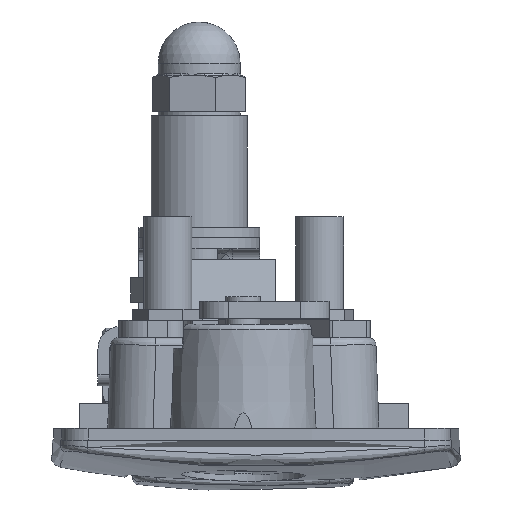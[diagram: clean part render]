
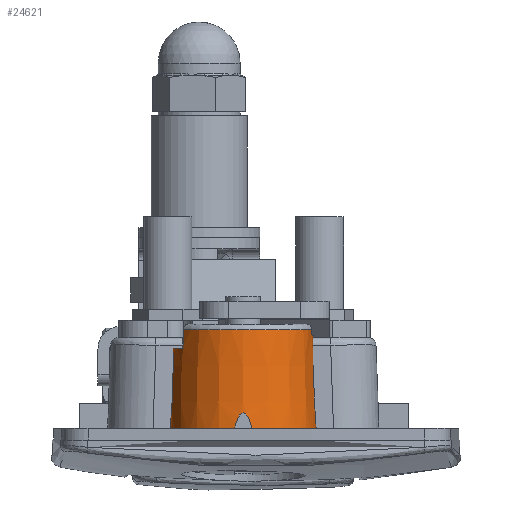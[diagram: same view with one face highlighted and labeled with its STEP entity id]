
A CAD part, front view. The second image highlights one B-rep face of the part: STEP entity #24621.
In plain terms, the highlighted conical face has half-angle 2 degrees and reference radius 9.144 mm.
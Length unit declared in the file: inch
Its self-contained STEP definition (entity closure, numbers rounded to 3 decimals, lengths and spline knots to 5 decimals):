
#51=CONICAL_SURFACE('',#25909,0.36,0.035);
#99=(
BOUNDED_CURVE()
B_SPLINE_CURVE(2,(#35843,#35844,#35845),.UNSPECIFIED.,.F.,.F.)
B_SPLINE_CURVE_WITH_KNOTS((3,3),(0.00043,0.73662),
 .UNSPECIFIED.)
CURVE()
GEOMETRIC_REPRESENTATION_ITEM()
RATIONAL_B_SPLINE_CURVE((1.,1.012,1.))
REPRESENTATION_ITEM('')
);
#1913=FACE_OUTER_BOUND('',#3279,.T.);
#3279=EDGE_LOOP('',(#18691,#18692,#18693,#18694,#18695,#18696,#18697,#18698,
#18699,#18700,#18701,#18702,#18703,#18704,#18705,#18706,#18707,#18708,#18709,
#18710));
#4363=B_SPLINE_CURVE_WITH_KNOTS('',3,(#39172,#39173,#39174,#39175,#39176,
#39177,#39178,#39179),.UNSPECIFIED.,.F.,.F.,(4,2,2,4),(0.,0.04759,
0.12923,0.12949),.UNSPECIFIED.);
#4365=B_SPLINE_CURVE_WITH_KNOTS('',3,(#39374,#39375,#39376,#39377,#39378,
#39379,#39380,#39381),.UNSPECIFIED.,.F.,.F.,(4,2,2,4),(-0.00071,
0.,0.22185,0.3512),.UNSPECIFIED.);
#4372=B_SPLINE_CURVE_WITH_KNOTS('',3,(#39708,#39709,#39710,#39711),
 .UNSPECIFIED.,.F.,.F.,(4,4),(0.42991,1.65771),
 .UNSPECIFIED.);
#4373=B_SPLINE_CURVE_WITH_KNOTS('',3,(#39716,#39717,#39718,#39719),
 .UNSPECIFIED.,.F.,.F.,(4,4),(0.17746,1.40526),
 .UNSPECIFIED.);
#5688=LINE('',#39591,#7878);
#5692=LINE('',#39620,#7882);
#5706=LINE('',#39683,#7896);
#5712=LINE('',#39702,#7902);
#5716=LINE('',#39712,#7906);
#5717=LINE('',#39715,#7907);
#7878=VECTOR('',#29365,0.3937);
#7882=VECTOR('',#29371,0.3937);
#7896=VECTOR('',#29427,0.3937);
#7902=VECTOR('',#29447,0.3937);
#7906=VECTOR('',#29455,0.3937);
#7907=VECTOR('',#29458,0.3937);
#8925=CIRCLE('',#25537,0.38062);
#8930=CIRCLE('',#25543,0.38062);
#8953=CIRCLE('',#25606,0.36244);
#8955=CIRCLE('',#25608,0.36244);
#8985=CIRCLE('',#25877,0.3621);
#8993=CIRCLE('',#25890,0.36101);
#8996=CIRCLE('',#25894,0.36101);
#8999=CIRCLE('',#25903,0.36437);
#9003=CIRCLE('',#25910,0.36101);
#10087=VERTEX_POINT('',#35828);
#10089=VERTEX_POINT('',#35842);
#10091=VERTEX_POINT('',#35861);
#10094=VERTEX_POINT('',#35869);
#10180=VERTEX_POINT('',#36254);
#10190=VERTEX_POINT('',#36279);
#10191=VERTEX_POINT('',#36286);
#10194=VERTEX_POINT('',#36292);
#10660=VERTEX_POINT('',#39171);
#10669=VERTEX_POINT('',#39373);
#10676=VERTEX_POINT('',#39582);
#10677=VERTEX_POINT('',#39584);
#10679=VERTEX_POINT('',#39590);
#10683=VERTEX_POINT('',#39609);
#10695=VERTEX_POINT('',#39651);
#10697=VERTEX_POINT('',#39666);
#10700=VERTEX_POINT('',#39681);
#10701=VERTEX_POINT('',#39682);
#10703=VERTEX_POINT('',#39689);
#10708=VERTEX_POINT('',#39713);
#12600=EDGE_CURVE('',#10089,#10087,#99,.T.);
#12603=EDGE_CURVE('',#10089,#10091,#8925,.T.);
#12608=EDGE_CURVE('',#10094,#10087,#8930,.T.);
#12728=EDGE_CURVE('',#10191,#10190,#8953,.T.);
#12732=EDGE_CURVE('',#10180,#10194,#8955,.T.);
#13449=EDGE_CURVE('',#10660,#10190,#4363,.F.);
#13469=EDGE_CURVE('',#10180,#10669,#4365,.F.);
#13497=EDGE_CURVE('',#10677,#10676,#8985,.T.);
#13500=EDGE_CURVE('',#10679,#10677,#5688,.T.);
#13506=EDGE_CURVE('',#10676,#10683,#5692,.T.);
#13523=EDGE_CURVE('',#10679,#10695,#8993,.T.);
#13527=EDGE_CURVE('',#10697,#10683,#8996,.T.);
#13533=EDGE_CURVE('',#10700,#10701,#5706,.T.);
#13537=EDGE_CURVE('',#10703,#10700,#8999,.T.);
#13544=EDGE_CURVE('',#10697,#10703,#5712,.T.);
#13548=EDGE_CURVE('',#10669,#10094,#4372,.T.);
#13549=EDGE_CURVE('',#10194,#10695,#5716,.T.);
#13550=EDGE_CURVE('',#10708,#10701,#9003,.T.);
#13551=EDGE_CURVE('',#10708,#10191,#5717,.T.);
#13552=EDGE_CURVE('',#10091,#10660,#4373,.T.);
#18691=ORIENTED_EDGE('',*,*,#12600,.T.);
#18692=ORIENTED_EDGE('',*,*,#12608,.F.);
#18693=ORIENTED_EDGE('',*,*,#13548,.F.);
#18694=ORIENTED_EDGE('',*,*,#13469,.F.);
#18695=ORIENTED_EDGE('',*,*,#12732,.T.);
#18696=ORIENTED_EDGE('',*,*,#13549,.T.);
#18697=ORIENTED_EDGE('',*,*,#13523,.F.);
#18698=ORIENTED_EDGE('',*,*,#13500,.T.);
#18699=ORIENTED_EDGE('',*,*,#13497,.T.);
#18700=ORIENTED_EDGE('',*,*,#13506,.T.);
#18701=ORIENTED_EDGE('',*,*,#13527,.F.);
#18702=ORIENTED_EDGE('',*,*,#13544,.T.);
#18703=ORIENTED_EDGE('',*,*,#13537,.T.);
#18704=ORIENTED_EDGE('',*,*,#13533,.T.);
#18705=ORIENTED_EDGE('',*,*,#13550,.F.);
#18706=ORIENTED_EDGE('',*,*,#13551,.T.);
#18707=ORIENTED_EDGE('',*,*,#12728,.T.);
#18708=ORIENTED_EDGE('',*,*,#13449,.F.);
#18709=ORIENTED_EDGE('',*,*,#13552,.F.);
#18710=ORIENTED_EDGE('',*,*,#12603,.F.);
#24621=ADVANCED_FACE('',(#1913),#51,.T.);
#25537=AXIS2_PLACEMENT_3D('',#35862,#28017,#28018);
#25543=AXIS2_PLACEMENT_3D('',#35871,#28029,#28030);
#25606=AXIS2_PLACEMENT_3D('',#36287,#28215,#28216);
#25608=AXIS2_PLACEMENT_3D('',#36294,#28221,#28222);
#25877=AXIS2_PLACEMENT_3D('',#39585,#29359,#29360);
#25890=AXIS2_PLACEMENT_3D('',#39652,#29401,#29402);
#25894=AXIS2_PLACEMENT_3D('',#39668,#29409,#29410);
#25903=AXIS2_PLACEMENT_3D('',#39690,#29434,#29435);
#25909=AXIS2_PLACEMENT_3D('',#39707,#29453,#29454);
#25910=AXIS2_PLACEMENT_3D('',#39714,#29456,#29457);
#28017=DIRECTION('center_axis',(0.,0.,-1.));
#28018=DIRECTION('ref_axis',(0.,-1.,0.));
#28029=DIRECTION('center_axis',(0.,0.,-1.));
#28030=DIRECTION('ref_axis',(0.,-1.,0.));
#28215=DIRECTION('center_axis',(0.,0.,1.));
#28216=DIRECTION('ref_axis',(-1.,0.,0.));
#28221=DIRECTION('center_axis',(0.,0.,1.));
#28222=DIRECTION('ref_axis',(-1.,0.,0.));
#29359=DIRECTION('center_axis',(0.,0.,
-1.));
#29360=DIRECTION('ref_axis',(-1.,0.,0.));
#29365=DIRECTION('',(0.036,0.,-0.999));
#29371=DIRECTION('',(-0.036,0.,0.999));
#29401=DIRECTION('center_axis',(0.,0.,
1.));
#29402=DIRECTION('ref_axis',(0.,-1.,0.));
#29409=DIRECTION('center_axis',(0.,0.,
1.));
#29410=DIRECTION('ref_axis',(0.,-1.,0.));
#29427=DIRECTION('',(0.03,-0.018,0.999));
#29434=DIRECTION('center_axis',(0.,0.,
-1.));
#29435=DIRECTION('ref_axis',(-1.,0.,0.));
#29447=DIRECTION('',(-0.03,-0.018,-0.999));
#29453=DIRECTION('center_axis',(0.,0.,-1.));
#29454=DIRECTION('ref_axis',(0.,-1.,0.));
#29455=DIRECTION('',(-0.006,-0.035,0.999));
#29456=DIRECTION('center_axis',(0.,0.,
1.));
#29457=DIRECTION('ref_axis',(0.,-1.,0.));
#29458=DIRECTION('',(-0.006,0.035,-0.999));
#35828=CARTESIAN_POINT('',(-0.00691,-1.532,-0.52035));
#35842=CARTESIAN_POINT('',(-0.12509,-1.532,-0.52035));
#35843=CARTESIAN_POINT('Ctrl Pts',(-0.12509,-1.532,-0.52035));
#35844=CARTESIAN_POINT('Ctrl Pts',(-0.066,-1.532,-0.25761));
#35845=CARTESIAN_POINT('Ctrl Pts',(-0.00691,-1.532,-0.52035));
#35861=CARTESIAN_POINT('',(-0.36752,-0.92372,-0.52035));
#35862=CARTESIAN_POINT('Origin',(-0.066,-1.156,-0.52035));
#35869=CARTESIAN_POINT('',(0.23552,-0.92372,-0.52035));
#35871=CARTESIAN_POINT('Origin',(-0.066,-1.156,-0.52035));
#36254=CARTESIAN_POINT('',(0.14719,-0.86289,0.));
#36279=CARTESIAN_POINT('',(-0.27919,-0.86289,0.));
#36286=CARTESIAN_POINT('',(-0.18877,-0.81498,0.));
#36287=CARTESIAN_POINT('Origin',(-0.066,-1.156,0.));
#36292=CARTESIAN_POINT('',(0.05677,-0.81498,0.));
#36294=CARTESIAN_POINT('Origin',(-0.066,-1.156,0.));
#39171=CARTESIAN_POINT('',(-0.33468,-0.91073,-0.0386));
#39172=CARTESIAN_POINT('Ctrl Pts',(-0.27919,-0.86289,
0.));
#39173=CARTESIAN_POINT('Ctrl Pts',(-0.28424,-0.86656,
0.));
#39174=CARTESIAN_POINT('Ctrl Pts',(-0.29016,-0.87101,
-0.00105));
#39175=CARTESIAN_POINT('Ctrl Pts',(-0.30814,-0.88548,
-0.00931));
#39176=CARTESIAN_POINT('Ctrl Pts',(-0.31927,-0.89487,
-0.01923));
#39177=CARTESIAN_POINT('Ctrl Pts',(-0.33458,-0.91063,
-0.03848));
#39178=CARTESIAN_POINT('Ctrl Pts',(-0.33463,-0.91068,
-0.03854));
#39179=CARTESIAN_POINT('Ctrl Pts',(-0.33468,-0.91073,
-0.0386));
#39373=CARTESIAN_POINT('',(0.20268,-0.91073,-0.0386));
#39374=CARTESIAN_POINT('Ctrl Pts',(0.20268,-0.91073,
-0.0386));
#39375=CARTESIAN_POINT('Ctrl Pts',(0.20263,-0.91068,
-0.03854));
#39376=CARTESIAN_POINT('Ctrl Pts',(0.20258,-0.91063,
-0.03848));
#39377=CARTESIAN_POINT('Ctrl Pts',(0.18727,-0.89487,
-0.01923));
#39378=CARTESIAN_POINT('Ctrl Pts',(0.17614,-0.88548,
-0.00931));
#39379=CARTESIAN_POINT('Ctrl Pts',(0.15816,-0.87101,
-0.00105));
#39380=CARTESIAN_POINT('Ctrl Pts',(0.15224,-0.86656,
0.));
#39381=CARTESIAN_POINT('Ctrl Pts',(0.14719,-0.86289,
0.));
#39582=CARTESIAN_POINT('',(0.28975,-1.2235,0.01));
#39584=CARTESIAN_POINT('',(0.28975,-1.0885,0.01));
#39585=CARTESIAN_POINT('Origin',(-0.066,-1.156,0.01));
#39590=CARTESIAN_POINT('',(0.28864,-1.0885,0.04105));
#39591=CARTESIAN_POINT('',(0.2892,-1.0885,0.02552));
#39609=CARTESIAN_POINT('',(0.28864,-1.2235,0.04105));
#39620=CARTESIAN_POINT('',(0.2892,-1.2235,0.02552));
#39651=CARTESIAN_POINT('',(0.05652,-0.81641,0.04105));
#39652=CARTESIAN_POINT('Origin',(-0.066,-1.156,0.04105));
#39666=CARTESIAN_POINT('',(-0.37545,-1.34193,0.04105));
#39668=CARTESIAN_POINT('Origin',(-0.066,-1.156,0.04105));
#39681=CARTESIAN_POINT('',(-0.37832,-0.96834,-0.055));
#39682=CARTESIAN_POINT('',(-0.37545,-0.97007,0.04105));
#39683=CARTESIAN_POINT('',(-0.37458,-0.97059,0.07));
#39689=CARTESIAN_POINT('',(-0.37832,-1.34366,-0.055));
#39690=CARTESIAN_POINT('Origin',(-0.066,-1.156,-0.055));
#39702=CARTESIAN_POINT('',(-0.37458,-1.34141,0.07));
#39707=CARTESIAN_POINT('Origin',(-0.066,-1.156,0.07));
#39708=CARTESIAN_POINT('Ctrl Pts',(0.20268,-0.91073,
-0.0386));
#39709=CARTESIAN_POINT('Ctrl Pts',(0.21417,-0.91501,
-0.19913));
#39710=CARTESIAN_POINT('Ctrl Pts',(0.22507,-0.91934,
-0.35972));
#39711=CARTESIAN_POINT('Ctrl Pts',(0.23552,-0.92372,
-0.52035));
#39712=CARTESIAN_POINT('',(0.05656,-0.8162,0.035));
#39713=CARTESIAN_POINT('',(-0.18852,-0.81641,0.04105));
#39714=CARTESIAN_POINT('Origin',(-0.066,-1.156,0.04105));
#39715=CARTESIAN_POINT('',(-0.18856,-0.8162,0.035));
#39716=CARTESIAN_POINT('Ctrl Pts',(-0.36752,-0.92372,
-0.52035));
#39717=CARTESIAN_POINT('Ctrl Pts',(-0.35707,-0.91934,
-0.35972));
#39718=CARTESIAN_POINT('Ctrl Pts',(-0.34617,-0.91501,
-0.19913));
#39719=CARTESIAN_POINT('Ctrl Pts',(-0.33468,-0.91073,
-0.0386));
